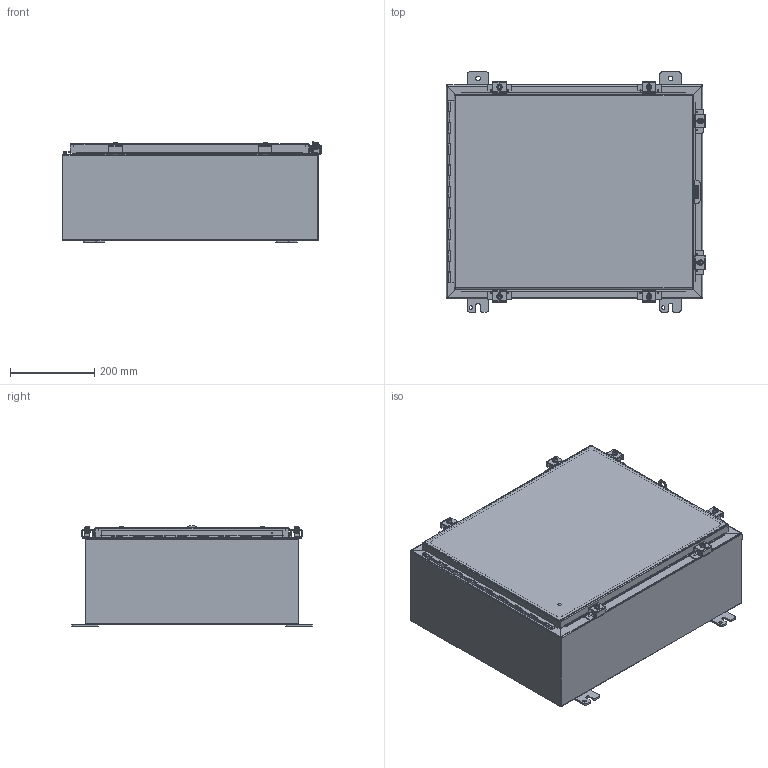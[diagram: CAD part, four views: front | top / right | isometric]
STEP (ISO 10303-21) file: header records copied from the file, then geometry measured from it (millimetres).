
FILE_DESCRIPTION (( 'STEP AP214' ), '1' );
FILE_NAME ('N4202408.STEP', '2016-02-04T12:39:50', ( '' ), ( '' ), 'SwSTEP 2.0', 'SolidWorks 2014', '' );
FILE_SCHEMA (( 'AUTOMOTIVE_DESIGN' ));
Length unit declared in the file: inch
Products named in the file (19): 328104P-1_1; 328104L_1; 328104T_1; N42024LID_1; 38846_1; 18x22_1; 32911_1; N4202408BKP_1; 38420_1; 34840_1; N4202408; 30817_1; 30824_1; HFW30825-4_1; HFW30825-3_1; HFW30825-2_1; 30824-1_1; 388116_1; 328104_1
Assembly tree (34 placements, depth 3):
  N4202408
    34840_1  x4
    38420_1
    N4202408BKP_1
    32911_1
    18x22_1
    38846_1
    N42024LID_1
    328104_1
      328104T_1
      328104L_1
      328104P-1_1
    388116_1  x4
    30824_1  x6
      30824-1_1
      HFW30825-2_1
      HFW30825-3_1
      HFW30825-4_1
    30817_1  x6
Bounding box: 617.49 x 571.5 x 239.02 mm (x, y, z)
Volume: 2525579.2 mm3; surface area: 2588568.5 mm2
Topology: 47 solids, 47 shells, 2002 faces, 5111 edges, 3284 vertices
Faces by surface type: cylinder 894, plane 767, bspline 179, torus 90, cone 36, sphere 36
Entity records: 43934 total; most frequent: CARTESIAN_POINT 11298, DIRECTION 5056, ORIENTED_EDGE 4876, EDGE_CURVE 2438, AXIS2_PLACEMENT_3D 1840, VERTEX_POINT 1558, LINE 1376, VECTOR 1376
